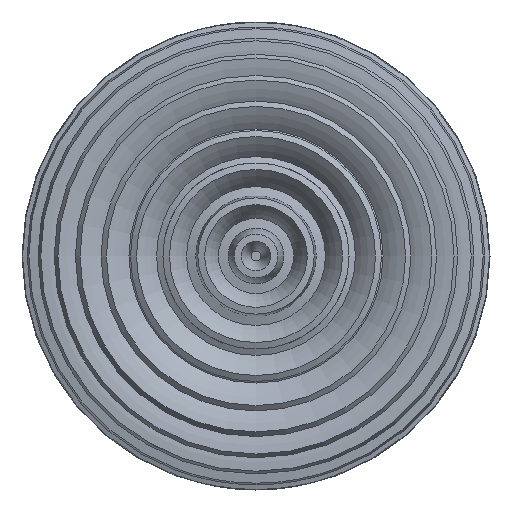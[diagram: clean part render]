
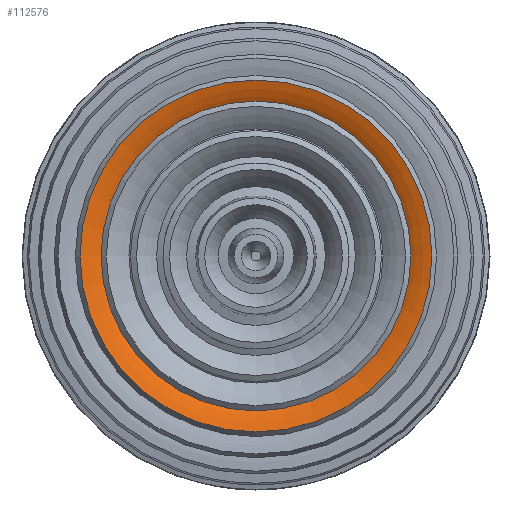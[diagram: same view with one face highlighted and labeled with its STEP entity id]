
A CAD part, left-side view. The second image highlights one B-rep face of the part: STEP entity #112576.
In plain terms, the highlighted toroidal (fillet/blend) face has major radius 88.826 mm and minor radius 40 mm.
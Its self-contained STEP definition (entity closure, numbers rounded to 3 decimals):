
#2516 = CARTESIAN_POINT ( 'NONE',  ( -64.712, -67.832, 0. ) ) ;
#5329 = AXIS2_PLACEMENT_3D ( 'NONE', #139202, #174834, #58790 ) ;
#7163 = DIRECTION ( 'NONE',  ( 0., -1., 0. ) ) ;
#13332 = AXIS2_PLACEMENT_3D ( 'NONE', #183803, #167956, #7163 ) ;
#17089 = EDGE_LOOP ( 'NONE', ( #193902 ) ) ;
#32362 = CIRCLE ( 'NONE', #5329, 78.805 ) ;
#39010 = CIRCLE ( 'NONE', #140335, 67.832 ) ;
#52572 = DIRECTION ( 'NONE',  ( 0., -1., 0. ) ) ;
#54755 = FACE_OUTER_BOUND ( 'NONE', #17089, .T. ) ;
#58790 = DIRECTION ( 'NONE',  ( 0., -1., 0. ) ) ;
#112576 = ADVANCED_FACE ( 'NONE', ( #54755, #170041 ), #125220, .T. ) ;
#115008 = DIRECTION ( 'NONE',  ( -1., 0., 0. ) ) ;
#125220 = TOROIDAL_SURFACE ( 'NONE', #13332, 88.826, 40. ) ;
#125554 = VERTEX_POINT ( 'NONE', #2516 ) ;
#139202 = CARTESIAN_POINT ( 'NONE',  ( -69.388, 0., 0. ) ) ;
#140335 = AXIS2_PLACEMENT_3D ( 'NONE', #198540, #115008, #52572 ) ;
#147340 = ORIENTED_EDGE ( 'NONE', *, *, #169160, .T. ) ;
#147430 = VERTEX_POINT ( 'NONE', #190075 ) ;
#152183 = EDGE_CURVE ( 'NONE', #125554, #125554, #39010, .T. ) ;
#167956 = DIRECTION ( 'NONE',  ( -1., 0., 0. ) ) ;
#169160 = EDGE_CURVE ( 'NONE', #147430, #147430, #32362, .T. ) ;
#170041 = FACE_OUTER_BOUND ( 'NONE', #193727, .T. ) ;
#174834 = DIRECTION ( 'NONE',  ( -1., 0., 0. ) ) ;
#183803 = CARTESIAN_POINT ( 'NONE',  ( -30.664, 0., 0. ) ) ;
#190075 = CARTESIAN_POINT ( 'NONE',  ( -69.388, -78.805, 0. ) ) ;
#193727 = EDGE_LOOP ( 'NONE', ( #147340 ) ) ;
#193902 = ORIENTED_EDGE ( 'NONE', *, *, #152183, .F. ) ;
#198540 = CARTESIAN_POINT ( 'NONE',  ( -64.712, 0., 0. ) ) ;
